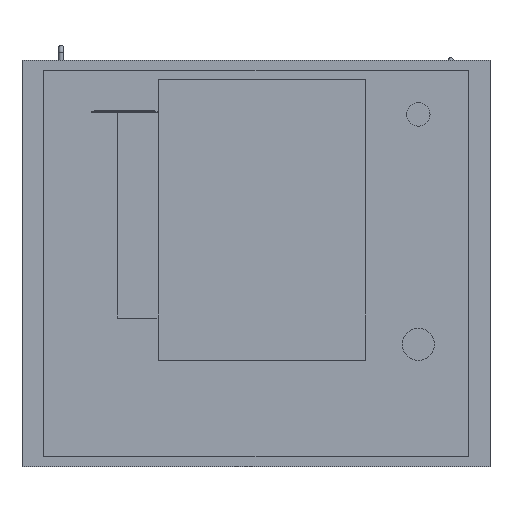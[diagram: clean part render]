
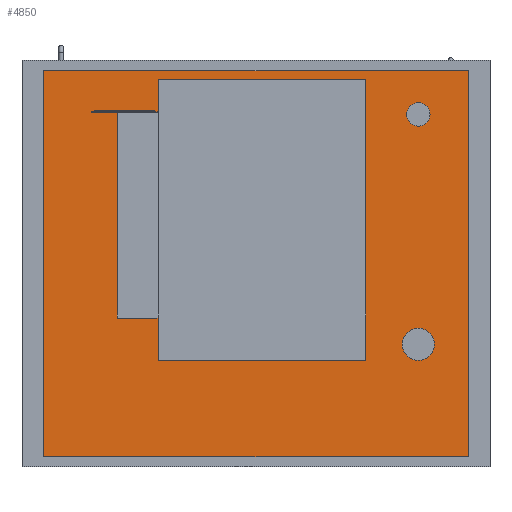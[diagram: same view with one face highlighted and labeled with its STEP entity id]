
A CAD part, front view. The second image highlights one B-rep face of the part: STEP entity #4850.
In plain terms, the highlighted planar face has unit normal (0, -1, 0).
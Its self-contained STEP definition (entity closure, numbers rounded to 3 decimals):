
#289=FACE_OUTER_BOUND('',#592,.T.);
#592=EDGE_LOOP('',(#3243,#3244,#3245,#3246));
#902=LINE('',#7095,#1473);
#906=LINE('',#7103,#1477);
#909=LINE('',#7109,#1480);
#912=LINE('',#7114,#1483);
#1473=VECTOR('',#5655,10.);
#1477=VECTOR('',#5661,10.);
#1480=VECTOR('',#5666,10.);
#1483=VECTOR('',#5671,10.);
#2040=VERTEX_POINT('',#7093);
#2041=VERTEX_POINT('',#7094);
#2044=VERTEX_POINT('',#7102);
#2046=VERTEX_POINT('',#7108);
#2510=EDGE_CURVE('',#2040,#2041,#902,.T.);
#2514=EDGE_CURVE('',#2044,#2040,#906,.T.);
#2517=EDGE_CURVE('',#2046,#2044,#909,.T.);
#2520=EDGE_CURVE('',#2041,#2046,#912,.T.);
#3243=ORIENTED_EDGE('',*,*,#2520,.F.);
#3244=ORIENTED_EDGE('',*,*,#2510,.F.);
#3245=ORIENTED_EDGE('',*,*,#2514,.F.);
#3246=ORIENTED_EDGE('',*,*,#2517,.F.);
#4611=PLANE('',#5207);
#4850=ADVANCED_FACE('',(#289),#4611,.F.);
#5207=AXIS2_PLACEMENT_3D('',#7117,#5675,#5676);
#5655=DIRECTION('',(0.,0.,1.));
#5661=DIRECTION('',(-1.,0.,0.));
#5666=DIRECTION('',(0.,0.,-1.));
#5671=DIRECTION('',(1.,0.,0.));
#5675=DIRECTION('center_axis',(0.,1.,0.));
#5676=DIRECTION('ref_axis',(0.,0.,1.));
#7093=CARTESIAN_POINT('',(-362.5,0.,-330.));
#7094=CARTESIAN_POINT('',(-362.5,0.,330.));
#7095=CARTESIAN_POINT('',(-362.5,0.,-330.));
#7102=CARTESIAN_POINT('',(362.5,0.,-330.));
#7103=CARTESIAN_POINT('',(362.5,0.,-330.));
#7108=CARTESIAN_POINT('',(362.5,0.,330.));
#7109=CARTESIAN_POINT('',(362.5,0.,330.));
#7114=CARTESIAN_POINT('',(-362.5,0.,330.));
#7117=CARTESIAN_POINT('Origin',(0.,0.,0.));
